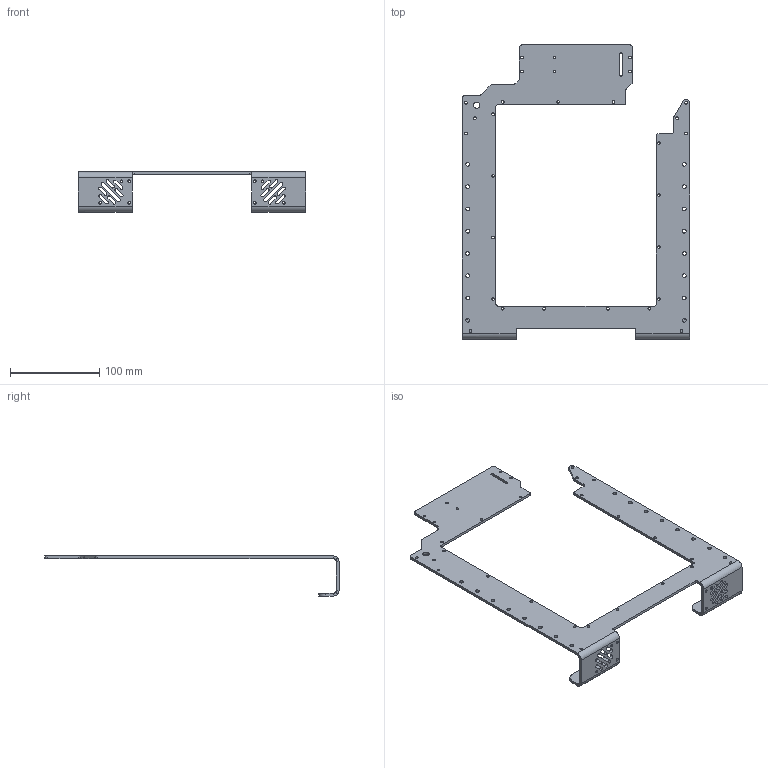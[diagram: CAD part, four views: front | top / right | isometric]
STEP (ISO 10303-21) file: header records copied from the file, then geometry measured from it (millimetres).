
FILE_DESCRIPTION(/* description */ (''),/* implementation_level */ '2;1');
FILE_NAME(/* name */ 'base.step',/* time_stamp */ '2019-12-09T12:02:08+01:00',/* author */ (''),/* organization */ (''),/* preprocessor_version */ 'ST-DEVELOPER v18',/* originating_system */ 'Autodesk Translation Framework v8.12.0.6',/* authorisation */ '');
FILE_SCHEMA (('AUTOMOTIVE_DESIGN { 1 0 10303 214 3 1 1 }'));
Length unit declared in the file: millimetre
Products named in the file (1): base
Bounding box: 255 x 330 x 45 mm (x, y, z)
Volume: 117978 mm3; surface area: 88380.1 mm2
Topology: 1 solids, 1 shells, 188 faces, 574 edges, 388 vertices
Faces by surface type: cylinder 115, plane 73
Full cylindrical faces by diameter (mm): 3 x37, 4.2 x16, 7 x1
Entity records: 6881 total; most frequent: DIRECTION 1218, CARTESIAN_POINT 1151, ORIENTED_EDGE 1148, EDGE_CURVE 574, AXIS2_PLACEMENT_3D 455, VERTEX_POINT 388, EDGE_LOOP 326, LINE 308
